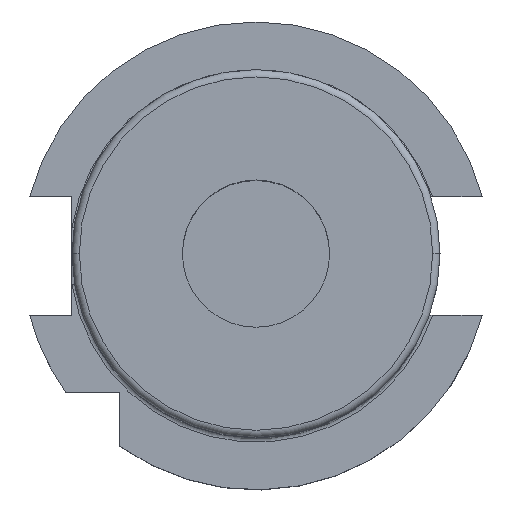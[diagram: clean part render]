
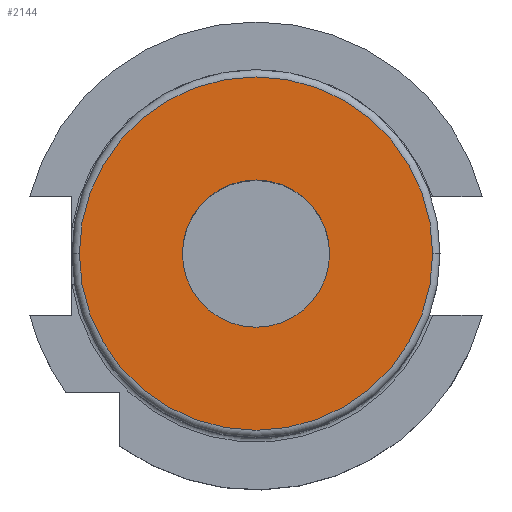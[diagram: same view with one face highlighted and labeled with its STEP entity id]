
A CAD part, top view. The second image highlights one B-rep face of the part: STEP entity #2144.
In plain terms, the highlighted planar face has unit normal (0, 0, 1).
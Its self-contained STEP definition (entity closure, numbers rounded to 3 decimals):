
#34 = CARTESIAN_POINT ( 'NONE',  ( 0., 0., 200. ) ) ;
#40 = AXIS2_PLACEMENT_3D ( 'NONE', #1800, #948, #1977 ) ;
#74 = CARTESIAN_POINT ( 'NONE',  ( -10., 0., 200. ) ) ;
#150 = CARTESIAN_POINT ( 'NONE',  ( 0., 0., 200. ) ) ;
#338 = VERTEX_POINT ( 'NONE', #1589 ) ;
#387 = EDGE_LOOP ( 'NONE', ( #1490, #1347 ) ) ;
#431 = AXIS2_PLACEMENT_3D ( 'NONE', #150, #1522, #1537 ) ;
#436 = ORIENTED_EDGE ( 'NONE', *, *, #912, .F. ) ;
#634 = AXIS2_PLACEMENT_3D ( 'NONE', #2102, #1066, #1774 ) ;
#642 = PLANE ( 'NONE',  #1122 ) ;
#684 = AXIS2_PLACEMENT_3D ( 'NONE', #34, #1382, #707 ) ;
#707 = DIRECTION ( 'NONE',  ( 1., 0., 0. ) ) ;
#785 = EDGE_CURVE ( 'NONE', #1436, #338, #1106, .T. ) ;
#804 = DIRECTION ( 'NONE',  ( 0., 0., 1. ) ) ;
#819 = CARTESIAN_POINT ( 'NONE',  ( 0., 25., 200. ) ) ;
#883 = EDGE_CURVE ( 'NONE', #338, #1436, #1757, .T. ) ;
#912 = EDGE_CURVE ( 'NONE', #1376, #2064, #1863, .T. ) ;
#948 = DIRECTION ( 'NONE',  ( 0., 0., 1. ) ) ;
#965 = FACE_OUTER_BOUND ( 'NONE', #387, .T. ) ;
#1018 = FACE_BOUND ( 'NONE', #1819, .T. ) ;
#1066 = DIRECTION ( 'NONE',  ( 0., 0., 1. ) ) ;
#1101 = CARTESIAN_POINT ( 'NONE',  ( 10., 0., 200. ) ) ;
#1106 = CIRCLE ( 'NONE', #684, 24. ) ;
#1122 = AXIS2_PLACEMENT_3D ( 'NONE', #819, #804, #1151 ) ;
#1151 = DIRECTION ( 'NONE',  ( 1., 0., 0. ) ) ;
#1298 = CIRCLE ( 'NONE', #431, 10. ) ;
#1347 = ORIENTED_EDGE ( 'NONE', *, *, #883, .T. ) ;
#1376 = VERTEX_POINT ( 'NONE', #74 ) ;
#1382 = DIRECTION ( 'NONE',  ( 0., 0., 1. ) ) ;
#1428 = EDGE_CURVE ( 'NONE', #2064, #1376, #1298, .T. ) ;
#1436 = VERTEX_POINT ( 'NONE', #2039 ) ;
#1490 = ORIENTED_EDGE ( 'NONE', *, *, #785, .T. ) ;
#1522 = DIRECTION ( 'NONE',  ( 0., 0., 1. ) ) ;
#1537 = DIRECTION ( 'NONE',  ( 1., 0., 0. ) ) ;
#1589 = CARTESIAN_POINT ( 'NONE',  ( -24., 0., 200. ) ) ;
#1757 = CIRCLE ( 'NONE', #634, 24. ) ;
#1774 = DIRECTION ( 'NONE',  ( 1., 0., 0. ) ) ;
#1800 = CARTESIAN_POINT ( 'NONE',  ( 0., 0., 200. ) ) ;
#1819 = EDGE_LOOP ( 'NONE', ( #436, #2223 ) ) ;
#1863 = CIRCLE ( 'NONE', #40, 10. ) ;
#1977 = DIRECTION ( 'NONE',  ( 1., 0., 0. ) ) ;
#2039 = CARTESIAN_POINT ( 'NONE',  ( 24., 0., 200. ) ) ;
#2064 = VERTEX_POINT ( 'NONE', #1101 ) ;
#2102 = CARTESIAN_POINT ( 'NONE',  ( 0., 0., 200. ) ) ;
#2144 = ADVANCED_FACE ( 'NONE', ( #1018, #965 ), #642, .T. ) ;
#2223 = ORIENTED_EDGE ( 'NONE', *, *, #1428, .F. ) ;
